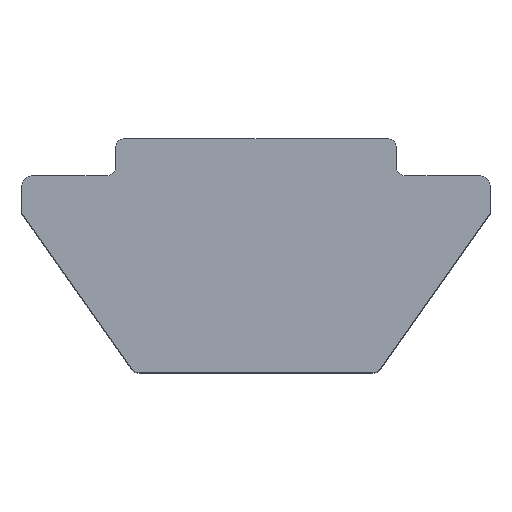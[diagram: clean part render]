
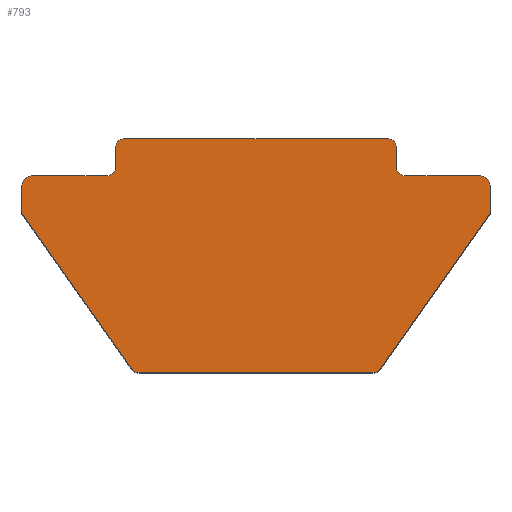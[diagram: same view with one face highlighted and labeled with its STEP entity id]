
A CAD part, top view. The second image highlights one B-rep face of the part: STEP entity #793.
In plain terms, the highlighted planar face has unit normal (0, 0, 1).
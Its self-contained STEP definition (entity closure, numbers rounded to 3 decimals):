
#1 = AXIS2_PLACEMENT_3D ( 'NONE', #506, #364, #303 ) ;
#4 = DIRECTION ( 'NONE',  ( -1., 0., 0. ) ) ;
#6 = EDGE_CURVE ( 'NONE', #169, #777, #15, .T. ) ;
#14 = VERTEX_POINT ( 'NONE', #589 ) ;
#15 = LINE ( 'NONE', #287, #77 ) ;
#16 = LINE ( 'NONE', #590, #178 ) ;
#27 = ORIENTED_EDGE ( 'NONE', *, *, #726, .T. ) ;
#39 = DIRECTION ( 'NONE',  ( -1., 0., 0. ) ) ;
#53 = AXIS2_PLACEMENT_3D ( 'NONE', #226, #150, #367 ) ;
#62 = CARTESIAN_POINT ( 'NONE',  ( 2.8, 0., 5.5 ) ) ;
#64 = CARTESIAN_POINT ( 'NONE',  ( 3.2, -0.8, 5.5 ) ) ;
#69 = VERTEX_POINT ( 'NONE', #807 ) ;
#71 = EDGE_CURVE ( 'NONE', #296, #839, #301, .T. ) ;
#76 = CARTESIAN_POINT ( 'NONE',  ( -2.8, 0., 5.5 ) ) ;
#77 = VECTOR ( 'NONE', #486, 1000. ) ;
#78 = CIRCLE ( 'NONE', #53, 0.2 ) ;
#100 = CARTESIAN_POINT ( 'NONE',  ( 3., -0.6, 5.5 ) ) ;
#101 = ORIENTED_EDGE ( 'NONE', *, *, #375, .T. ) ;
#102 = LINE ( 'NONE', #300, #789 ) ;
#110 = DIRECTION ( 'NONE',  ( 1., 0., 0. ) ) ;
#111 = EDGE_CURVE ( 'NONE', #206, #582, #554, .T. ) ;
#113 = AXIS2_PLACEMENT_3D ( 'NONE', #832, #760, #689 ) ;
#115 = DIRECTION ( 'NONE',  ( 0., -1., 0. ) ) ;
#123 = DIRECTION ( 'NONE',  ( 0., 0., 1. ) ) ;
#124 = AXIS2_PLACEMENT_3D ( 'NONE', #694, #123, #4 ) ;
#133 = EDGE_CURVE ( 'NONE', #138, #700, #381, .T. ) ;
#138 = VERTEX_POINT ( 'NONE', #64 ) ;
#140 = DIRECTION ( 'NONE',  ( 0., 0., 1. ) ) ;
#150 = DIRECTION ( 'NONE',  ( 0., 0., 1. ) ) ;
#153 = CARTESIAN_POINT ( 'NONE',  ( 2.496, -5., 5.5 ) ) ;
#169 = VERTEX_POINT ( 'NONE', #254 ) ;
#171 = LINE ( 'NONE', #386, #766 ) ;
#173 = VERTEX_POINT ( 'NONE', #802 ) ;
#176 = ORIENTED_EDGE ( 'NONE', *, *, #310, .T. ) ;
#178 = VECTOR ( 'NONE', #110, 1000. ) ;
#187 = LINE ( 'NONE', #461, #515 ) ;
#195 = CIRCLE ( 'NONE', #113, 0.2 ) ;
#197 = ORIENTED_EDGE ( 'NONE', *, *, #527, .T. ) ;
#200 = DIRECTION ( 'NONE',  ( 0., 0., 1. ) ) ;
#203 = DIRECTION ( 'NONE',  ( -1., 0., 0. ) ) ;
#206 = VERTEX_POINT ( 'NONE', #746 ) ;
#219 = AXIS2_PLACEMENT_3D ( 'NONE', #813, #200, #318 ) ;
#226 = CARTESIAN_POINT ( 'NONE',  ( 2.496, -4.8, 5.5 ) ) ;
#227 = ORIENTED_EDGE ( 'NONE', *, *, #545, .T. ) ;
#229 = VERTEX_POINT ( 'NONE', #825 ) ;
#240 = VERTEX_POINT ( 'NONE', #76 ) ;
#244 = VERTEX_POINT ( 'NONE', #274 ) ;
#245 = CARTESIAN_POINT ( 'NONE',  ( 4.8, -0.8, 5.5 ) ) ;
#254 = CARTESIAN_POINT ( 'NONE',  ( 2.66, -4.915, 5.5 ) ) ;
#267 = DIRECTION ( 'NONE',  ( -1., 0., 0. ) ) ;
#274 = CARTESIAN_POINT ( 'NONE',  ( -5., -1.6, 5.5 ) ) ;
#283 = ORIENTED_EDGE ( 'NONE', *, *, #111, .T. ) ;
#284 = EDGE_CURVE ( 'NONE', #69, #796, #728, .T. ) ;
#287 = CARTESIAN_POINT ( 'NONE',  ( 5., -1.6, 5.5 ) ) ;
#289 = AXIS2_PLACEMENT_3D ( 'NONE', #617, #558, #362 ) ;
#296 = VERTEX_POINT ( 'NONE', #405 ) ;
#300 = CARTESIAN_POINT ( 'NONE',  ( -5., -1.6, 5.5 ) ) ;
#301 = CIRCLE ( 'NONE', #453, 0.2 ) ;
#303 = DIRECTION ( 'NONE',  ( -1., 0., 0. ) ) ;
#306 = ORIENTED_EDGE ( 'NONE', *, *, #658, .T. ) ;
#310 = EDGE_CURVE ( 'NONE', #14, #351, #521, .T. ) ;
#314 = CARTESIAN_POINT ( 'NONE',  ( 0., 0., 5.5 ) ) ;
#318 = DIRECTION ( 'NONE',  ( -1., 0., 0. ) ) ;
#324 = CARTESIAN_POINT ( 'NONE',  ( -3., 0., 5.5 ) ) ;
#331 = ORIENTED_EDGE ( 'NONE', *, *, #655, .T. ) ;
#351 = VERTEX_POINT ( 'NONE', #62 ) ;
#362 = DIRECTION ( 'NONE',  ( -1., 0., 0. ) ) ;
#364 = DIRECTION ( 'NONE',  ( 0., 0., 1. ) ) ;
#367 = DIRECTION ( 'NONE',  ( -1., 0., 0. ) ) ;
#372 = CIRCLE ( 'NONE', #124, 0.2 ) ;
#373 = PLANE ( 'NONE',  #790 ) ;
#375 = EDGE_CURVE ( 'NONE', #229, #768, #16, .T. ) ;
#379 = EDGE_CURVE ( 'NONE', #244, #743, #102, .T. ) ;
#381 = CIRCLE ( 'NONE', #503, 0.2 ) ;
#382 = VECTOR ( 'NONE', #426, 1000. ) ;
#383 = DIRECTION ( 'NONE',  ( -1., 0., 0. ) ) ;
#386 = CARTESIAN_POINT ( 'NONE',  ( 3., 0., 5.5 ) ) ;
#404 = ORIENTED_EDGE ( 'NONE', *, *, #480, .T. ) ;
#405 = CARTESIAN_POINT ( 'NONE',  ( 5., -1., 5.5 ) ) ;
#413 = CARTESIAN_POINT ( 'NONE',  ( 3., 0., 5.5 ) ) ;
#419 = DIRECTION ( 'NONE',  ( -1., 0., 0. ) ) ;
#425 = EDGE_CURVE ( 'NONE', #240, #69, #523, .T. ) ;
#426 = DIRECTION ( 'NONE',  ( 0., 1., 0. ) ) ;
#430 = LINE ( 'NONE', #644, #382 ) ;
#434 = VECTOR ( 'NONE', #115, 1000. ) ;
#435 = EDGE_CURVE ( 'NONE', #796, #206, #195, .T. ) ;
#450 = CARTESIAN_POINT ( 'NONE',  ( -3., -0.6, 5.5 ) ) ;
#451 = FACE_OUTER_BOUND ( 'NONE', #841, .T. ) ;
#453 = AXIS2_PLACEMENT_3D ( 'NONE', #670, #140, #419 ) ;
#461 = CARTESIAN_POINT ( 'NONE',  ( -5., -0.8, 5.5 ) ) ;
#480 = EDGE_CURVE ( 'NONE', #839, #138, #742, .T. ) ;
#484 = CARTESIAN_POINT ( 'NONE',  ( 3., -0.8, 5.5 ) ) ;
#486 = DIRECTION ( 'NONE',  ( 0.577, 0.817, 0. ) ) ;
#499 = ORIENTED_EDGE ( 'NONE', *, *, #6, .T. ) ;
#503 = AXIS2_PLACEMENT_3D ( 'NONE', #599, #529, #267 ) ;
#506 = CARTESIAN_POINT ( 'NONE',  ( -2.496, -4.8, 5.5 ) ) ;
#515 = VECTOR ( 'NONE', #736, 1000. ) ;
#521 = CIRCLE ( 'NONE', #219, 0.2 ) ;
#523 = CIRCLE ( 'NONE', #289, 0.2 ) ;
#527 = EDGE_CURVE ( 'NONE', #173, #244, #187, .T. ) ;
#529 = DIRECTION ( 'NONE',  ( 0., 0., -1. ) ) ;
#544 = ORIENTED_EDGE ( 'NONE', *, *, #425, .T. ) ;
#545 = EDGE_CURVE ( 'NONE', #582, #173, #372, .T. ) ;
#554 = LINE ( 'NONE', #749, #761 ) ;
#558 = DIRECTION ( 'NONE',  ( 0., 0., 1. ) ) ;
#574 = EDGE_CURVE ( 'NONE', #700, #14, #624, .T. ) ;
#582 = VERTEX_POINT ( 'NONE', #880 ) ;
#589 = CARTESIAN_POINT ( 'NONE',  ( 3., -0.2, 5.5 ) ) ;
#590 = CARTESIAN_POINT ( 'NONE',  ( -2.6, -5., 5.5 ) ) ;
#597 = VECTOR ( 'NONE', #203, 1000. ) ;
#599 = CARTESIAN_POINT ( 'NONE',  ( 3.2, -0.6, 5.5 ) ) ;
#617 = CARTESIAN_POINT ( 'NONE',  ( -2.8, -0.2, 5.5 ) ) ;
#624 = LINE ( 'NONE', #413, #639 ) ;
#638 = ORIENTED_EDGE ( 'NONE', *, *, #284, .T. ) ;
#639 = VECTOR ( 'NONE', #671, 1000. ) ;
#644 = CARTESIAN_POINT ( 'NONE',  ( 5., -0.8, 5.5 ) ) ;
#653 = DIRECTION ( 'NONE',  ( 0., 0., -1. ) ) ;
#655 = EDGE_CURVE ( 'NONE', #768, #169, #78, .T. ) ;
#656 = CIRCLE ( 'NONE', #1, 0.2 ) ;
#658 = EDGE_CURVE ( 'NONE', #777, #296, #430, .T. ) ;
#670 = CARTESIAN_POINT ( 'NONE',  ( 4.8, -1., 5.5 ) ) ;
#671 = DIRECTION ( 'NONE',  ( 0., 1., 0. ) ) ;
#685 = DIRECTION ( 'NONE',  ( -1., 0., 0. ) ) ;
#689 = DIRECTION ( 'NONE',  ( -1., 0., 0. ) ) ;
#694 = CARTESIAN_POINT ( 'NONE',  ( -4.8, -1., 5.5 ) ) ;
#695 = ORIENTED_EDGE ( 'NONE', *, *, #379, .T. ) ;
#700 = VERTEX_POINT ( 'NONE', #100 ) ;
#705 = CARTESIAN_POINT ( 'NONE',  ( 5., -1.6, 5.5 ) ) ;
#726 = EDGE_CURVE ( 'NONE', #743, #229, #656, .T. ) ;
#728 = LINE ( 'NONE', #324, #434 ) ;
#736 = DIRECTION ( 'NONE',  ( 0., -1., 0. ) ) ;
#742 = LINE ( 'NONE', #484, #597 ) ;
#743 = VERTEX_POINT ( 'NONE', #840 ) ;
#746 = CARTESIAN_POINT ( 'NONE',  ( -3.2, -0.8, 5.5 ) ) ;
#749 = CARTESIAN_POINT ( 'NONE',  ( -3., -0.8, 5.5 ) ) ;
#760 = DIRECTION ( 'NONE',  ( 0., 0., -1. ) ) ;
#761 = VECTOR ( 'NONE', #685, 1000. ) ;
#766 = VECTOR ( 'NONE', #383, 1000. ) ;
#768 = VERTEX_POINT ( 'NONE', #153 ) ;
#773 = ORIENTED_EDGE ( 'NONE', *, *, #574, .T. ) ;
#777 = VERTEX_POINT ( 'NONE', #705 ) ;
#789 = VECTOR ( 'NONE', #866, 1000. ) ;
#790 = AXIS2_PLACEMENT_3D ( 'NONE', #314, #653, #39 ) ;
#793 = ADVANCED_FACE ( 'NONE', ( #451 ), #373, .F. ) ;
#796 = VERTEX_POINT ( 'NONE', #450 ) ;
#802 = CARTESIAN_POINT ( 'NONE',  ( -5., -1., 5.5 ) ) ;
#807 = CARTESIAN_POINT ( 'NONE',  ( -3., -0.2, 5.5 ) ) ;
#811 = ORIENTED_EDGE ( 'NONE', *, *, #133, .T. ) ;
#813 = CARTESIAN_POINT ( 'NONE',  ( 2.8, -0.2, 5.5 ) ) ;
#825 = CARTESIAN_POINT ( 'NONE',  ( -2.496, -5., 5.5 ) ) ;
#832 = CARTESIAN_POINT ( 'NONE',  ( -3.2, -0.6, 5.5 ) ) ;
#839 = VERTEX_POINT ( 'NONE', #245 ) ;
#840 = CARTESIAN_POINT ( 'NONE',  ( -2.66, -4.915, 5.5 ) ) ;
#841 = EDGE_LOOP ( 'NONE', ( #101, #331, #499, #306, #887, #404, #811, #773, #176, #843, #544, #638, #881, #283, #227, #197, #695, #27 ) ) ;
#843 = ORIENTED_EDGE ( 'NONE', *, *, #868, .T. ) ;
#866 = DIRECTION ( 'NONE',  ( 0.577, -0.817, 0. ) ) ;
#868 = EDGE_CURVE ( 'NONE', #351, #240, #171, .T. ) ;
#880 = CARTESIAN_POINT ( 'NONE',  ( -4.8, -0.8, 5.5 ) ) ;
#881 = ORIENTED_EDGE ( 'NONE', *, *, #435, .T. ) ;
#887 = ORIENTED_EDGE ( 'NONE', *, *, #71, .T. ) ;
